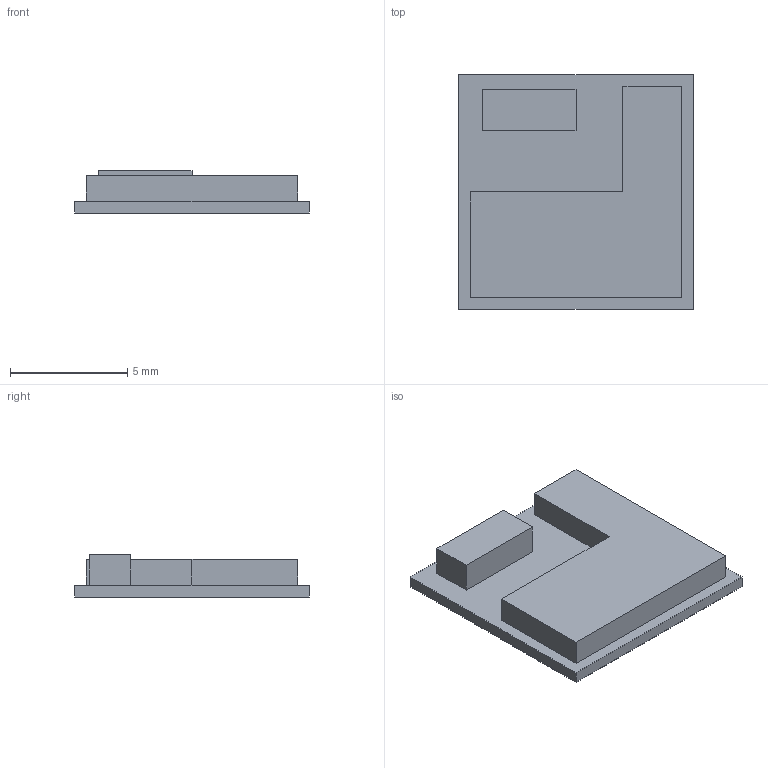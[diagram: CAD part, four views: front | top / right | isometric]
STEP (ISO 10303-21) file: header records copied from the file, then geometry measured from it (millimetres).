
FILE_DESCRIPTION( ( '' ), ' ' );
FILE_NAME( '5ee156e2820cd7156d7b3305.step', '2020-06-10T21:55:46', ( '' ), ( '' ), ' ', ' ', ' ' );
FILE_SCHEMA( ( 'AUTOMOTIVE_DESIGN { 1 0 10303 214 1 1 1 1 }' ) );
Length unit declared in the file: metre
Products named in the file (1): Part 1
Bounding box: 10 x 10 x 1.81 mm (x, y, z)
Volume: 116.1 mm3; surface area: 275 mm2
Topology: 1 solids, 1 shells, 126 faces, 302 edges, 201 vertices
Faces by surface type: plane 126
Entity records: 4601 total; most frequent: CARTESIAN_POINT 631, ORIENTED_EDGE 604, DIRECTION 555, EDGE_CURVE 302, LINE 301, VECTOR 301, VERTEX_POINT 201, EDGE_LOOP 149
